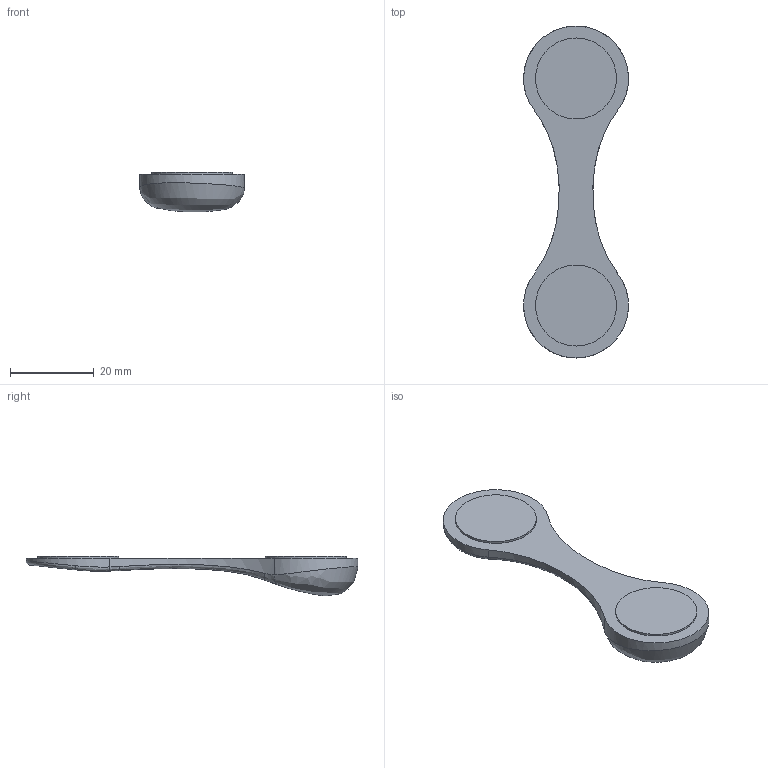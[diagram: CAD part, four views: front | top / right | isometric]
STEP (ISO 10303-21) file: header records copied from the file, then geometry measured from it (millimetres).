
FILE_DESCRIPTION(/* description */ (''),/* implementation_level */ '2;1');
FILE_NAME(/* name */ 'Gummifüße kleben ohne Vertiefung.step',/* time_stamp */ '2022-04-22T17:33:24+02:00',/* author */ (''),/* organization */ (''),/* preprocessor_version */ 'ST-DEVELOPER v18.1',/* originating_system */ 'Autodesk Translation Framework v10.14.0.1471',/* authorisation */ '');
FILE_SCHEMA (('AUTOMOTIVE_DESIGN { 1 0 10303 214 3 1 1 }'));
Length unit declared in the file: millimetre
Products named in the file (1): Gummifüße kleben
Bounding box: 24.99 x 79.1 x 9.53 mm (x, y, z)
Volume: 5837.2 mm3; surface area: 4820.1 mm2
Topology: 3 solids, 3 shells, 39 faces, 69 edges, 42 vertices
Faces by surface type: bspline 15, plane 12, cone 8, cylinder 4
Full cylindrical faces by diameter (mm): 19.3 x2
Entity records: 1607 total; most frequent: CARTESIAN_POINT 913, ORIENTED_EDGE 138, DIRECTION 104, EDGE_CURVE 69, EDGE_LOOP 45, AXIS2_PLACEMENT_3D 45, VERTEX_POINT 42, FACE_OUTER_BOUND 39
